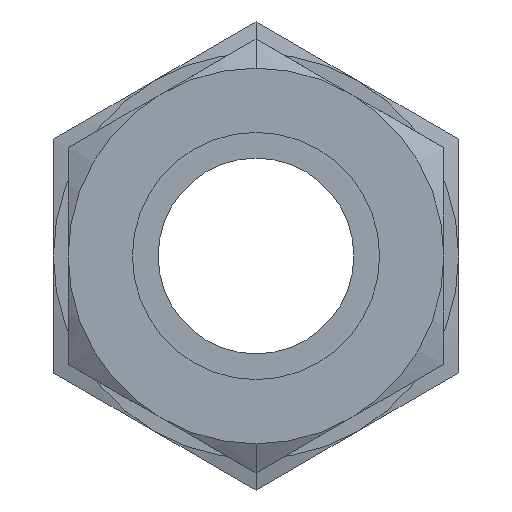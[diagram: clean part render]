
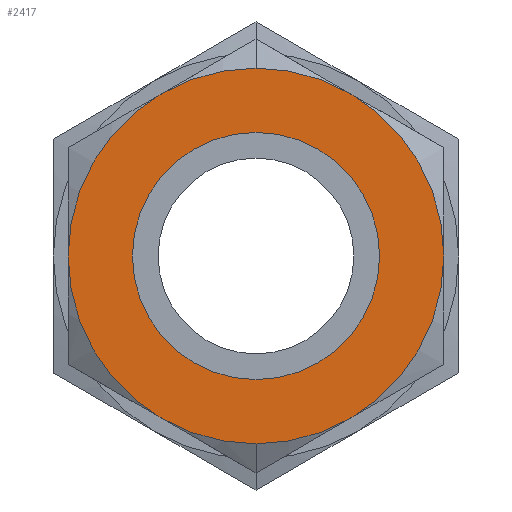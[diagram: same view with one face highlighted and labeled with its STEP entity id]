
A CAD part, left-side view. The second image highlights one B-rep face of the part: STEP entity #2417.
In plain terms, the highlighted planar face has unit normal (-1, 0, 0).
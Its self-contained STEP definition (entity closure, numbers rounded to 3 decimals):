
#59 = CARTESIAN_POINT ( 'NONE',  ( 0., 0., 0. ) ) ;
#75 = ORIENTED_EDGE ( 'NONE', *, *, #6937, .F. ) ;
#233 = AXIS2_PLACEMENT_3D ( 'NONE', #5768, #3544, #5039 ) ;
#525 = EDGE_CURVE ( 'NONE', #3308, #5974, #3630, .T. ) ;
#582 = ORIENTED_EDGE ( 'NONE', *, *, #6511, .T. ) ;
#664 = DIRECTION ( 'NONE',  ( 0., 0., -1. ) ) ;
#786 = DIRECTION ( 'NONE',  ( 0., 0., 1. ) ) ;
#813 = AXIS2_PLACEMENT_3D ( 'NONE', #3853, #5348, #1817 ) ;
#1072 = AXIS2_PLACEMENT_3D ( 'NONE', #5244, #3700, #664 ) ;
#1494 = EDGE_LOOP ( 'NONE', ( #75, #2715 ) ) ;
#1817 = DIRECTION ( 'NONE',  ( 0., 0., 1. ) ) ;
#1834 = AXIS2_PLACEMENT_3D ( 'NONE', #8818, #7550, #786 ) ;
#2348 = FACE_BOUND ( 'NONE', #4834, .T. ) ;
#2355 = EDGE_CURVE ( 'NONE', #4540, #3229, #3996, .T. ) ;
#2417 = ADVANCED_FACE ( 'NONE', ( #2348, #5291 ), #3071, .T. ) ;
#2715 = ORIENTED_EDGE ( 'NONE', *, *, #2355, .F. ) ;
#3012 = DIRECTION ( 'NONE',  ( 1., 0., 0. ) ) ;
#3071 = PLANE ( 'NONE',  #1834 ) ;
#3165 = CIRCLE ( 'NONE', #233, 19. ) ;
#3229 = VERTEX_POINT ( 'NONE', #7755 ) ;
#3308 = VERTEX_POINT ( 'NONE', #7024 ) ;
#3544 = DIRECTION ( 'NONE',  ( 1., 0., 0. ) ) ;
#3630 = CIRCLE ( 'NONE', #6415, 12.5 ) ;
#3700 = DIRECTION ( 'NONE',  ( 1., 0., 0. ) ) ;
#3853 = CARTESIAN_POINT ( 'NONE',  ( 0., 0., 0. ) ) ;
#3881 = ORIENTED_EDGE ( 'NONE', *, *, #525, .T. ) ;
#3996 = CIRCLE ( 'NONE', #1072, 19. ) ;
#4305 = CARTESIAN_POINT ( 'NONE',  ( 0., 0., 12.5 ) ) ;
#4540 = VERTEX_POINT ( 'NONE', #4611 ) ;
#4611 = CARTESIAN_POINT ( 'NONE',  ( 0., 0., -19. ) ) ;
#4834 = EDGE_LOOP ( 'NONE', ( #3881, #582 ) ) ;
#5039 = DIRECTION ( 'NONE',  ( 0., 0., 1. ) ) ;
#5244 = CARTESIAN_POINT ( 'NONE',  ( 0., 0., 0. ) ) ;
#5291 = FACE_OUTER_BOUND ( 'NONE', #1494, .T. ) ;
#5348 = DIRECTION ( 'NONE',  ( 1., 0., 0. ) ) ;
#5768 = CARTESIAN_POINT ( 'NONE',  ( 0., 0., 0. ) ) ;
#5958 = DIRECTION ( 'NONE',  ( 0., 0., -1. ) ) ;
#5974 = VERTEX_POINT ( 'NONE', #4305 ) ;
#6415 = AXIS2_PLACEMENT_3D ( 'NONE', #59, #3012, #5958 ) ;
#6511 = EDGE_CURVE ( 'NONE', #5974, #3308, #9164, .T. ) ;
#6937 = EDGE_CURVE ( 'NONE', #3229, #4540, #3165, .T. ) ;
#7024 = CARTESIAN_POINT ( 'NONE',  ( 0., 0., -12.5 ) ) ;
#7550 = DIRECTION ( 'NONE',  ( -1., 0., 0. ) ) ;
#7755 = CARTESIAN_POINT ( 'NONE',  ( 0., 0., 19. ) ) ;
#8818 = CARTESIAN_POINT ( 'NONE',  ( 0., 0., 9.5 ) ) ;
#9164 = CIRCLE ( 'NONE', #813, 12.5 ) ;
